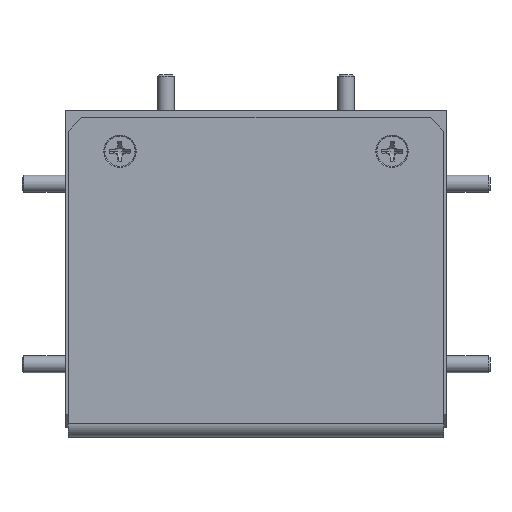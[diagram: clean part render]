
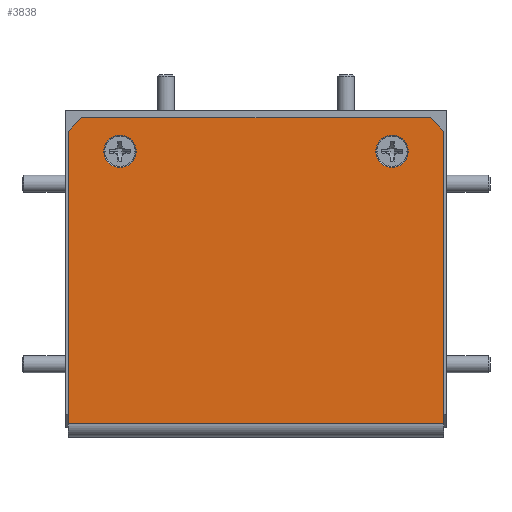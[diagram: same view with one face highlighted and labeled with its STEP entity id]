
A CAD part, front view. The second image highlights one B-rep face of the part: STEP entity #3838.
In plain terms, the highlighted planar face has unit normal (0, -1, 0).
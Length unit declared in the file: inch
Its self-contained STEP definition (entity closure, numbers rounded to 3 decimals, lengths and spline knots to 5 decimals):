
#595 = EDGE_CURVE ( 'NONE', #12696, #4943, #3705, .T. ) ;
#848 = LINE ( 'NONE', #6817, #18066 ) ;
#1262 = LINE ( 'NONE', #13780, #17383 ) ;
#1348 = AXIS2_PLACEMENT_3D ( 'NONE', #8477, #18427, #12541 ) ;
#1502 = CARTESIAN_POINT ( 'NONE',  ( -0.5, -0.6, 0.43368 ) ) ;
#1616 = VECTOR ( 'NONE', #17464, 39.37008 ) ;
#2519 = PLANE ( 'NONE',  #1348 ) ;
#2577 = CIRCLE ( 'NONE', #13544, 0.0595 ) ;
#3705 = LINE ( 'NONE', #12992, #7942 ) ;
#3732 = VECTOR ( 'NONE', #8550, 39.37008 ) ;
#3788 = VERTEX_POINT ( 'NONE', #18854 ) ;
#3838 = ADVANCED_FACE ( 'NONE', ( #13643, #6183, #19320 ), #2519, .F. ) ;
#4208 = DIRECTION ( 'NONE',  ( 1., 0., 0. ) ) ;
#4404 = EDGE_CURVE ( 'NONE', #6059, #8732, #6999, .T. ) ;
#4541 = DIRECTION ( 'NONE',  ( 0., -1., 0. ) ) ;
#4735 = CARTESIAN_POINT ( 'NONE',  ( 0.69, -0.6, -0.6175 ) ) ;
#4943 = VERTEX_POINT ( 'NONE', #13357 ) ;
#5034 = CARTESIAN_POINT ( 'NONE',  ( -0.4405, -0.6, 0.43368 ) ) ;
#6059 = VERTEX_POINT ( 'NONE', #16505 ) ;
#6183 = FACE_BOUND ( 'NONE', #9546, .T. ) ;
#6276 = EDGE_CURVE ( 'NONE', #10339, #6059, #13668, .T. ) ;
#6497 = CARTESIAN_POINT ( 'NONE',  ( -0.69, -0.6, -0.6175 ) ) ;
#6817 = CARTESIAN_POINT ( 'NONE',  ( -0.69, -0.6, 0.5575 ) ) ;
#6999 = LINE ( 'NONE', #10122, #3732 ) ;
#7209 = ORIENTED_EDGE ( 'NONE', *, *, #8337, .F. ) ;
#7449 = ORIENTED_EDGE ( 'NONE', *, *, #18902, .T. ) ;
#7942 = VECTOR ( 'NONE', #9849, 39.37008 ) ;
#8200 = EDGE_CURVE ( 'NONE', #12696, #8732, #848, .T. ) ;
#8283 = CIRCLE ( 'NONE', #9845, 0.0595 ) ;
#8303 = VERTEX_POINT ( 'NONE', #13074 ) ;
#8337 = EDGE_CURVE ( 'NONE', #12407, #8303, #14023, .T. ) ;
#8472 = EDGE_CURVE ( 'NONE', #9081, #4943, #13771, .T. ) ;
#8477 = CARTESIAN_POINT ( 'NONE',  ( -0.69, -0.6, -0.6175 ) ) ;
#8550 = DIRECTION ( 'NONE',  ( -0.707, 0., 0.707 ) ) ;
#8652 = EDGE_LOOP ( 'NONE', ( #7209, #14153 ) ) ;
#8732 = VERTEX_POINT ( 'NONE', #13745 ) ;
#8970 = ORIENTED_EDGE ( 'NONE', *, *, #9798, .F. ) ;
#9081 = VERTEX_POINT ( 'NONE', #15100 ) ;
#9346 = ORIENTED_EDGE ( 'NONE', *, *, #9672, .F. ) ;
#9546 = EDGE_LOOP ( 'NONE', ( #8970, #9346 ) ) ;
#9672 = EDGE_CURVE ( 'NONE', #3788, #12236, #11023, .T. ) ;
#9702 = DIRECTION ( 'NONE',  ( 0., -1., 0. ) ) ;
#9798 = EDGE_CURVE ( 'NONE', #12236, #3788, #2577, .T. ) ;
#9845 = AXIS2_PLACEMENT_3D ( 'NONE', #11091, #9702, #15802 ) ;
#9849 = DIRECTION ( 'NONE',  ( -0.707, 0., -0.707 ) ) ;
#9913 = DIRECTION ( 'NONE',  ( 1., 0., 0. ) ) ;
#10122 = CARTESIAN_POINT ( 'NONE',  ( 0.64, -0.6, 0.5575 ) ) ;
#10339 = VERTEX_POINT ( 'NONE', #19382 ) ;
#11023 = CIRCLE ( 'NONE', #18228, 0.0595 ) ;
#11091 = CARTESIAN_POINT ( 'NONE',  ( 0.5, -0.6, 0.43368 ) ) ;
#11539 = ORIENTED_EDGE ( 'NONE', *, *, #8472, .F. ) ;
#11807 = DIRECTION ( 'NONE',  ( 0., -1., 0. ) ) ;
#12236 = VERTEX_POINT ( 'NONE', #5034 ) ;
#12407 = VERTEX_POINT ( 'NONE', #12446 ) ;
#12443 = AXIS2_PLACEMENT_3D ( 'NONE', #16224, #11807, #17778 ) ;
#12446 = CARTESIAN_POINT ( 'NONE',  ( 0.5595, -0.6, 0.43368 ) ) ;
#12541 = DIRECTION ( 'NONE',  ( -1., 0., 0. ) ) ;
#12574 = ORIENTED_EDGE ( 'NONE', *, *, #4404, .T. ) ;
#12696 = VERTEX_POINT ( 'NONE', #16365 ) ;
#12788 = DIRECTION ( 'NONE',  ( 1., 0., 0. ) ) ;
#12992 = CARTESIAN_POINT ( 'NONE',  ( -0.69, -0.6, 0.5075 ) ) ;
#13074 = CARTESIAN_POINT ( 'NONE',  ( 0.4405, -0.6, 0.43368 ) ) ;
#13357 = CARTESIAN_POINT ( 'NONE',  ( -0.69, -0.6, 0.5075 ) ) ;
#13544 = AXIS2_PLACEMENT_3D ( 'NONE', #1502, #4541, #16103 ) ;
#13643 = FACE_BOUND ( 'NONE', #8652, .T. ) ;
#13668 = LINE ( 'NONE', #4735, #17573 ) ;
#13745 = CARTESIAN_POINT ( 'NONE',  ( 0.64, -0.6, 0.5575 ) ) ;
#13771 = LINE ( 'NONE', #6497, #1616 ) ;
#13780 = CARTESIAN_POINT ( 'NONE',  ( -0.69, -0.6, -0.5675 ) ) ;
#14023 = CIRCLE ( 'NONE', #12443, 0.0595 ) ;
#14153 = ORIENTED_EDGE ( 'NONE', *, *, #18480, .F. ) ;
#14464 = EDGE_LOOP ( 'NONE', ( #16485, #12574, #15930, #14958, #11539, #7449 ) ) ;
#14958 = ORIENTED_EDGE ( 'NONE', *, *, #595, .T. ) ;
#15100 = CARTESIAN_POINT ( 'NONE',  ( -0.69, -0.6, -0.5675 ) ) ;
#15802 = DIRECTION ( 'NONE',  ( 1., 0., 0. ) ) ;
#15930 = ORIENTED_EDGE ( 'NONE', *, *, #8200, .F. ) ;
#16103 = DIRECTION ( 'NONE',  ( 1., 0., 0. ) ) ;
#16224 = CARTESIAN_POINT ( 'NONE',  ( 0.5, -0.6, 0.43368 ) ) ;
#16365 = CARTESIAN_POINT ( 'NONE',  ( -0.64, -0.6, 0.5575 ) ) ;
#16485 = ORIENTED_EDGE ( 'NONE', *, *, #6276, .T. ) ;
#16505 = CARTESIAN_POINT ( 'NONE',  ( 0.69, -0.6, 0.5075 ) ) ;
#16696 = DIRECTION ( 'NONE',  ( 0., 0., 1. ) ) ;
#17276 = CARTESIAN_POINT ( 'NONE',  ( -0.5, -0.6, 0.43368 ) ) ;
#17383 = VECTOR ( 'NONE', #4208, 39.37008 ) ;
#17464 = DIRECTION ( 'NONE',  ( 0., 0., 1. ) ) ;
#17573 = VECTOR ( 'NONE', #16696, 39.37008 ) ;
#17778 = DIRECTION ( 'NONE',  ( 1., 0., 0. ) ) ;
#18066 = VECTOR ( 'NONE', #12788, 39.37008 ) ;
#18228 = AXIS2_PLACEMENT_3D ( 'NONE', #17276, #18842, #9913 ) ;
#18427 = DIRECTION ( 'NONE',  ( 0., 1., 0. ) ) ;
#18480 = EDGE_CURVE ( 'NONE', #8303, #12407, #8283, .T. ) ;
#18842 = DIRECTION ( 'NONE',  ( 0., -1., 0. ) ) ;
#18854 = CARTESIAN_POINT ( 'NONE',  ( -0.5595, -0.6, 0.43368 ) ) ;
#18902 = EDGE_CURVE ( 'NONE', #9081, #10339, #1262, .T. ) ;
#19320 = FACE_OUTER_BOUND ( 'NONE', #14464, .T. ) ;
#19382 = CARTESIAN_POINT ( 'NONE',  ( 0.69, -0.6, -0.5675 ) ) ;
